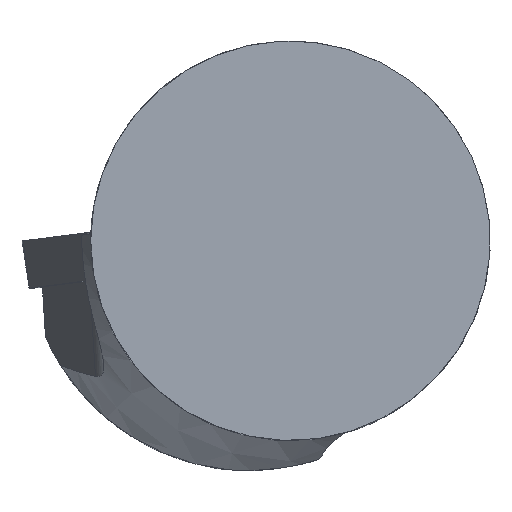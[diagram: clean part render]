
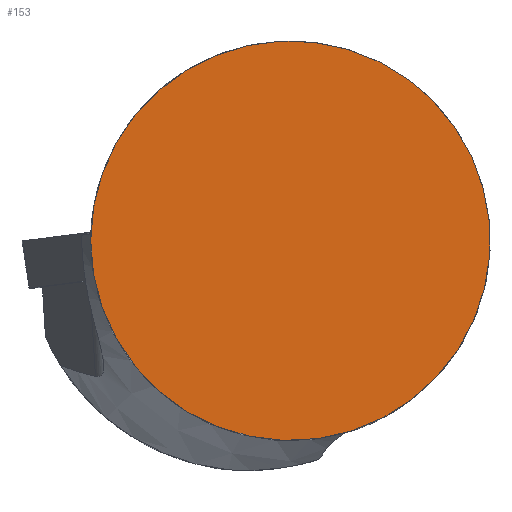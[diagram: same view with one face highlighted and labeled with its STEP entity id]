
A CAD part, top view. The second image highlights one B-rep face of the part: STEP entity #153.
In plain terms, the highlighted planar face has unit normal (0, 0, 1).
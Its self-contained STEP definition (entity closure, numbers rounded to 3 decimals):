
#153=ADVANCED_FACE('',(#210),#187,.F.);
#187=PLANE('',#826);
#210=FACE_OUTER_BOUND('',#240,.T.);
#240=EDGE_LOOP('',(#445));
#445=ORIENTED_EDGE('',*,*,#660,.F.);
#588=VERTEX_POINT('',#1212);
#660=EDGE_CURVE('',#588,#588,#718,.T.);
#718=CIRCLE('',#819,20.);
#819=AXIS2_PLACEMENT_3D('',#1211,#939,#940);
#826=AXIS2_PLACEMENT_3D('',#1258,#954,#955);
#939=DIRECTION('',(0.,0.,-1.));
#940=DIRECTION('',(-1.,0.,0.));
#954=DIRECTION('',(0.,0.,-1.));
#955=DIRECTION('',(1.,0.,0.));
#1211=CARTESIAN_POINT('',(0.,0.,0.325));
#1212=CARTESIAN_POINT('',(-20.,0.,0.325));
#1258=CARTESIAN_POINT('',(0.,0.,0.325));
